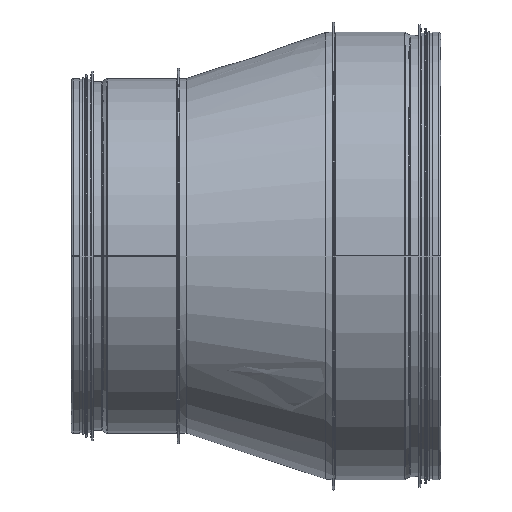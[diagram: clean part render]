
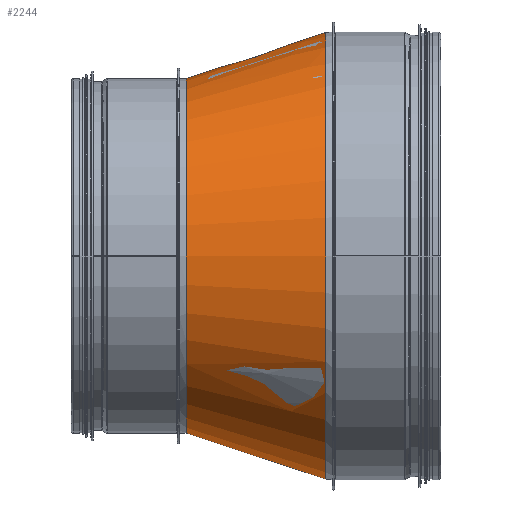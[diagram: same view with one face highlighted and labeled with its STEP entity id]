
A CAD part, front view. The second image highlights one B-rep face of the part: STEP entity #2244.
In plain terms, the highlighted free-form (B-spline) face has degree [1, 2] with [2, 9] control points.
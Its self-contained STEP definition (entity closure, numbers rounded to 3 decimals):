
#11=(
BOUNDED_SURFACE()
B_SPLINE_SURFACE(1,2,((#4082,#4083,#4084,#4085,#4086,#4087,#4088,#4089,
#4090),(#4091,#4092,#4093,#4094,#4095,#4096,#4097,#4098,#4099)),
 .UNSPECIFIED.,.F.,.T.,.F.)
B_SPLINE_SURFACE_WITH_KNOTS((2,2),(3,2,2,2,3),(-0.306,0.926),
(-3.142,-1.571,0.,1.571,3.142),
 .UNSPECIFIED.)
GEOMETRIC_REPRESENTATION_ITEM()
RATIONAL_B_SPLINE_SURFACE(((1.,0.707,1.,0.707,1.,
0.707,1.,0.707,1.),(1.,0.707,1.,0.707,
1.,0.707,1.,0.707,1.)))
REPRESENTATION_ITEM('')
SURFACE()
);
#22=B_SPLINE_CURVE_WITH_KNOTS('',1,(#4100,#4101),.UNSPECIFIED.,.F.,.F.,
(2,2),(-0.709,-0.027),.UNSPECIFIED.);
#278=FACE_OUTER_BOUND('',#464,.T.);
#464=EDGE_LOOP('',(#1662,#1663,#1664,#1665,#1666,#1667,#1668));
#627=CIRCLE('',#2471,124.45);
#628=CIRCLE('',#2472,124.45);
#629=CIRCLE('',#2473,124.45);
#636=CIRCLE('',#2486,156.925);
#637=CIRCLE('',#2487,156.925);
#1005=VERTEX_POINT('',#3681);
#1006=VERTEX_POINT('',#3682);
#1007=VERTEX_POINT('',#3684);
#1015=VERTEX_POINT('',#3860);
#1016=VERTEX_POINT('',#3861);
#1223=EDGE_CURVE('',#1005,#1006,#627,.T.);
#1224=EDGE_CURVE('',#1006,#1007,#628,.T.);
#1225=EDGE_CURVE('',#1007,#1005,#629,.T.);
#1235=EDGE_CURVE('',#1015,#1016,#636,.T.);
#1236=EDGE_CURVE('',#1016,#1015,#637,.T.);
#1245=EDGE_CURVE('',#1006,#1016,#22,.T.);
#1662=ORIENTED_EDGE('',*,*,#1225,.T.);
#1663=ORIENTED_EDGE('',*,*,#1223,.T.);
#1664=ORIENTED_EDGE('',*,*,#1245,.T.);
#1665=ORIENTED_EDGE('',*,*,#1236,.T.);
#1666=ORIENTED_EDGE('',*,*,#1235,.T.);
#1667=ORIENTED_EDGE('',*,*,#1245,.F.);
#1668=ORIENTED_EDGE('',*,*,#1224,.T.);
#2244=ADVANCED_FACE('',(#278),#11,.F.);
#2471=AXIS2_PLACEMENT_3D('',#3683,#2998,#2999);
#2472=AXIS2_PLACEMENT_3D('',#3685,#3000,#3001);
#2473=AXIS2_PLACEMENT_3D('',#3686,#3002,#3003);
#2486=AXIS2_PLACEMENT_3D('',#3862,#3029,#3030);
#2487=AXIS2_PLACEMENT_3D('',#3863,#3031,#3032);
#2998=DIRECTION('center_axis',(0.,0.,-1.));
#2999=DIRECTION('ref_axis',(1.,0.,0.));
#3000=DIRECTION('center_axis',(0.,0.,-1.));
#3001=DIRECTION('ref_axis',(1.,0.,0.));
#3002=DIRECTION('center_axis',(0.,0.,-1.));
#3003=DIRECTION('ref_axis',(1.,0.,0.));
#3029=DIRECTION('center_axis',(0.,0.,1.));
#3030=DIRECTION('ref_axis',(1.,0.,0.));
#3031=DIRECTION('center_axis',(0.,0.,1.));
#3032=DIRECTION('ref_axis',(1.,0.,0.));
#3681=CARTESIAN_POINT('',(-124.45,0.,0.));
#3682=CARTESIAN_POINT('',(-11.297,123.936,0.));
#3683=CARTESIAN_POINT('Origin',(0.,0.,0.));
#3684=CARTESIAN_POINT('',(124.45,0.,0.));
#3685=CARTESIAN_POINT('Origin',(0.,0.,0.));
#3686=CARTESIAN_POINT('Origin',(0.,0.,0.));
#3860=CARTESIAN_POINT('',(-124.45,0.,-98.));
#3861=CARTESIAN_POINT('',(18.23,156.277,-98.));
#3862=CARTESIAN_POINT('Origin',(32.475,0.,-98.));
#3863=CARTESIAN_POINT('Origin',(32.475,0.,-98.));
#4082=CARTESIAN_POINT('Ctrl Pts',(32.661,172.083,-145.897));
#4083=CARTESIAN_POINT('Ctrl Pts',(-124.45,172.083,-193.234));
#4084=CARTESIAN_POINT('Ctrl Pts',(-124.45,0.,-193.234));
#4085=CARTESIAN_POINT('Ctrl Pts',(-124.45,-172.083,-193.234));
#4086=CARTESIAN_POINT('Ctrl Pts',(32.661,-172.083,-145.897));
#4087=CARTESIAN_POINT('Ctrl Pts',(189.771,-172.083,-98.56));
#4088=CARTESIAN_POINT('Ctrl Pts',(189.771,0.,
-98.56));
#4089=CARTESIAN_POINT('Ctrl Pts',(189.771,172.083,-98.56));
#4090=CARTESIAN_POINT('Ctrl Pts',(32.661,172.083,-145.897));
#4091=CARTESIAN_POINT('Ctrl Pts',(-20.714,113.622,31.255));
#4092=CARTESIAN_POINT('Ctrl Pts',(-124.45,113.622,0.));
#4093=CARTESIAN_POINT('Ctrl Pts',(-124.45,0.,0.));
#4094=CARTESIAN_POINT('Ctrl Pts',(-124.45,-113.622,0.));
#4095=CARTESIAN_POINT('Ctrl Pts',(-20.714,-113.622,31.255));
#4096=CARTESIAN_POINT('Ctrl Pts',(83.021,-113.622,62.51));
#4097=CARTESIAN_POINT('Ctrl Pts',(83.021,0.,
62.51));
#4098=CARTESIAN_POINT('Ctrl Pts',(83.021,113.622,62.51));
#4099=CARTESIAN_POINT('Ctrl Pts',(-20.714,113.622,31.255));
#4100=CARTESIAN_POINT('Ctrl Pts',(-11.297,123.936,0.));
#4101=CARTESIAN_POINT('Ctrl Pts',(18.23,156.277,-98.));
